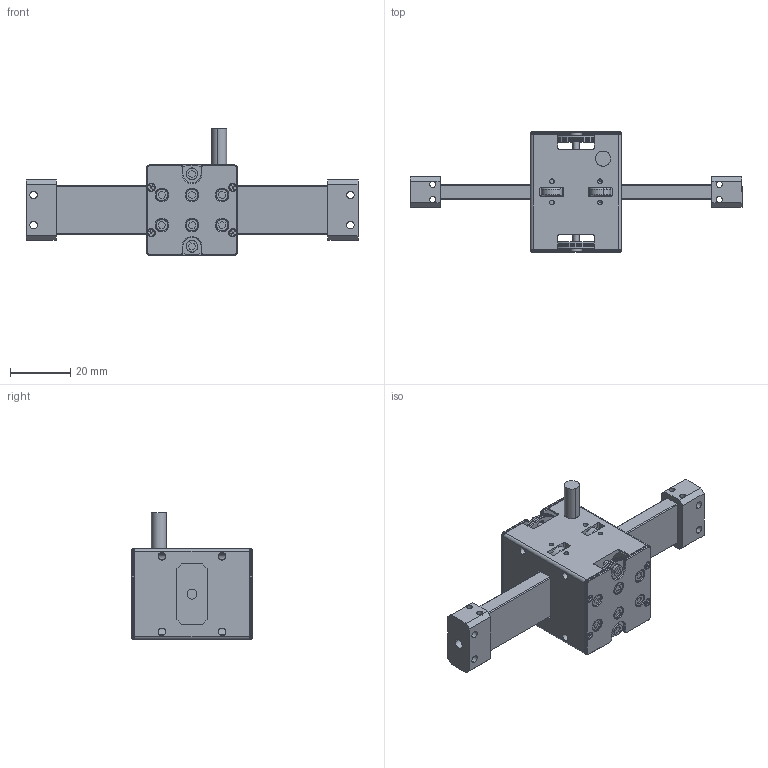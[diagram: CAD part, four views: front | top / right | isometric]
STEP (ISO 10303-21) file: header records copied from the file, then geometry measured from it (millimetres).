
FILE_DESCRIPTION (( 'STEP AP214' ), '1' );
FILE_NAME ('FDU100渲染.STEP', '2025-06-03T14:44:49', ( '' ), ( '' ), 'SwSTEP 2.0', 'SolidWorks 2020', '' );
FILE_SCHEMA (( 'AUTOMOTIVE_DESIGN' ));
Length unit declared in the file: millimetre
Products named in the file (16): 复件 内六角圆柱头螺钉M2X5_转接下^FDU100渲染; FDU100渲染; 复件 弹片2^FDU100渲染; 限位1^FDU100渲染; 转轮^FDU100渲染; 蛌謫粣; 复件 主体^FDU100渲染; 复件 盖板^FDU100渲染; ｸｴｼ MK1.6｡ﾁ3｡ﾁ2.4ﾍｷ^FDU100葷ﾈｾ; 轴承4d7D^转轮_FDU100渲染; 复件 复件 盖板^FDU100渲染; 复件 陶瓷板100x16x5^FDU100渲染; 复件 线^FDU100渲染
Assembly tree (53 placements, depth 3):
  FDU100渲染
    复件 陶瓷板100x16x5^FDU100渲染
    转轮^FDU100渲染
      蛌謫粣
      轴承4d7D^转轮_FDU100渲染
    复件 内六角圆柱头螺钉M2X5_转接下^FDU100渲染  x16
    复件 主体^FDU100渲染
    复件 弹片2^FDU100渲染  x10
    转轮^FDU100渲染
      蛌謫粣
      轴承4d7D^转轮_FDU100渲染
    转轮^FDU100渲染
      蛌謫粣
      轴承4d7D^转轮_FDU100渲染
    转轮^FDU100渲染
      蛌謫粣
      轴承4d7D^转轮_FDU100渲染
    复件 盖板^FDU100渲染
    复件 复件 盖板^FDU100渲染
    ｸｴｼ MK1.6｡ﾁ3｡ﾁ2.4ﾍｷ^FDU100葷ﾈｾ  x8
    复件 线^FDU100渲染
    限位1^FDU100渲染  x2
Bounding box: 110 x 40 x 42 mm (x, y, z)
Volume: 26494.2 mm3; surface area: 34499.3 mm2
Topology: 49 solids, 49 shells, 1542 faces, 3973 edges, 2487 vertices
Faces by surface type: cylinder 641, plane 619, cone 202, torus 80
Entity records: 23473 total; most frequent: CARTESIAN_POINT 4784, DIRECTION 3691, ORIENTED_EDGE 3592, EDGE_CURVE 1796, AXIS2_PLACEMENT_3D 1343, VERTEX_POINT 1124, LINE 1005, VECTOR 1005
